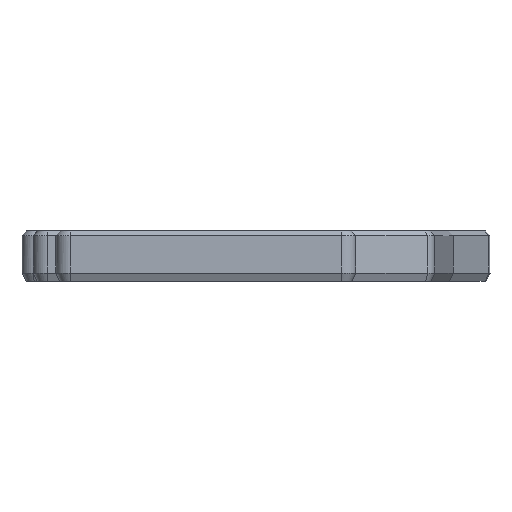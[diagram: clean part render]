
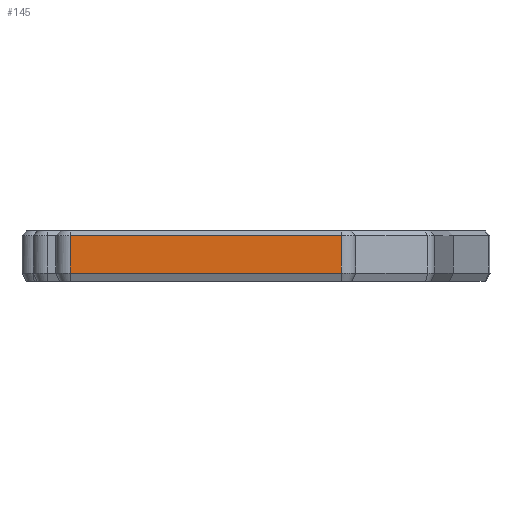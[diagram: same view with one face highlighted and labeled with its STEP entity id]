
A CAD part, left-side view. The second image highlights one B-rep face of the part: STEP entity #145.
In plain terms, the highlighted planar face has unit normal (-1, 0, 0).
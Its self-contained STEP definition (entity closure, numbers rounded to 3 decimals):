
#145=ADVANCED_FACE('',(#303),#2468,.T.);
#303=FACE_OUTER_BOUND('',#465,.T.);
#465=EDGE_LOOP('',(#984,#985,#986,#987));
#984=ORIENTED_EDGE('',*,*,#1616,.F.);
#985=ORIENTED_EDGE('',*,*,#1561,.F.);
#986=ORIENTED_EDGE('',*,*,#1618,.T.);
#987=ORIENTED_EDGE('',*,*,#1619,.F.);
#1561=EDGE_CURVE('',#2273,#2271,#2018,.T.);
#1616=EDGE_CURVE('',#2271,#2304,#1807,.T.);
#1618=EDGE_CURVE('',#2273,#2305,#2052,.T.);
#1619=EDGE_CURVE('',#2304,#2305,#2053,.T.);
#1807=(
BOUNDED_CURVE()
B_SPLINE_CURVE(1,(#4220,#4221),.UNSPECIFIED.,.F.,.F.)
B_SPLINE_CURVE_WITH_KNOTS((2,2),(1.,8.9),.UNSPECIFIED.)
CURVE()
GEOMETRIC_REPRESENTATION_ITEM()
RATIONAL_B_SPLINE_CURVE((1.,1.))
REPRESENTATION_ITEM('')
);
#2018=B_SPLINE_CURVE_WITH_KNOTS('',1,(#4073,#4074),.UNSPECIFIED.,.F.,.F.,
(2,2),(0.,57.154),.UNSPECIFIED.);
#2052=B_SPLINE_CURVE_WITH_KNOTS('',1,(#4225,#4226),.UNSPECIFIED.,.F.,.F.,
(2,2),(1.,8.9),.UNSPECIFIED.);
#2053=B_SPLINE_CURVE_WITH_KNOTS('',1,(#4227,#4228),.UNSPECIFIED.,.F.,.F.,
(2,2),(-5.432,52.135),.UNSPECIFIED.);
#2271=VERTEX_POINT('',#3249);
#2273=VERTEX_POINT('',#3251);
#2304=VERTEX_POINT('',#3282);
#2305=VERTEX_POINT('',#3283);
#2468=PLANE('',#2616);
#2616=AXIS2_PLACEMENT_3D('',#2972,#2755,$);
#2755=DIRECTION('',(-1.,0.,0.));
#2972=CARTESIAN_POINT('',(-471.015,449.6,11.18));
#3249=CARTESIAN_POINT('',(-471.015,449.6,11.18));
#3251=CARTESIAN_POINT('',(-471.015,506.754,11.18));
#3282=CARTESIAN_POINT('',(-471.015,449.6,3.28));
#3283=CARTESIAN_POINT('',(-471.015,506.754,3.28));
#4073=CARTESIAN_POINT('',(-471.015,506.754,11.18));
#4074=CARTESIAN_POINT('',(-471.015,449.6,11.18));
#4220=CARTESIAN_POINT('',(-471.015,449.6,11.18));
#4221=CARTESIAN_POINT('',(-471.015,449.6,3.28));
#4225=CARTESIAN_POINT('',(-471.015,506.754,11.18));
#4226=CARTESIAN_POINT('',(-471.015,506.754,3.28));
#4227=CARTESIAN_POINT('',(-471.015,449.6,3.28));
#4228=CARTESIAN_POINT('',(-471.015,506.754,3.28));
